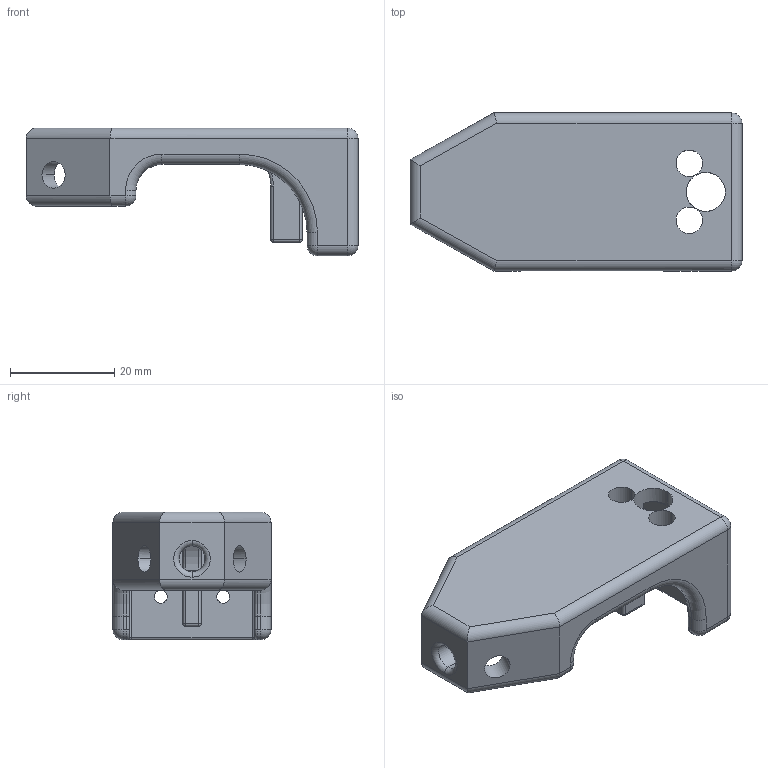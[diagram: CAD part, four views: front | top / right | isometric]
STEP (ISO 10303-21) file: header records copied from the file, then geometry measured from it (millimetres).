
FILE_DESCRIPTION (( 'STEP AP203' ), '1' );
FILE_NAME ('Carriage mk1_5.STEP', '2022-02-17T03:13:37', ( '' ), ( '' ), 'SwSTEP 2.0', 'SolidWorks 2020', '' );
FILE_SCHEMA (( 'CONFIG_CONTROL_DESIGN' ));
Length unit declared in the file: millimetre
Products named in the file (1): Carriage mk1_5
Bounding box: 63.84 x 30.4 x 24.58 mm (x, y, z)
Volume: 13442.4 mm3; surface area: 8523.4 mm2
Topology: 1 solids, 1 shells, 146 faces, 364 edges, 202 vertices
Faces by surface type: cylinder 86, plane 27, torus 16, sphere 14, bspline 3
Entity records: 4741 total; most frequent: CARTESIAN_POINT 1215, DIRECTION 775, ORIENTED_EDGE 696, EDGE_CURVE 348, AXIS2_PLACEMENT_3D 310, VERTEX_POINT 202, CIRCLE 166, EDGE_LOOP 166
